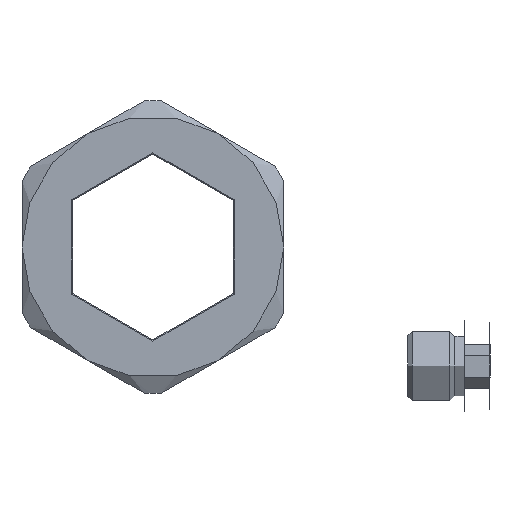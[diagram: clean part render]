
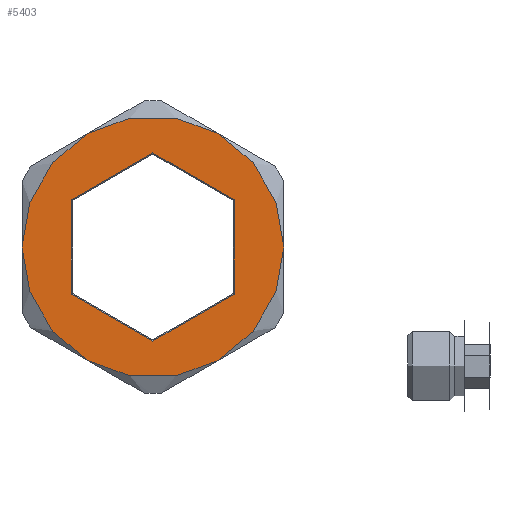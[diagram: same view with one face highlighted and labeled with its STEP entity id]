
A CAD part, front view. The second image highlights one B-rep face of the part: STEP entity #5403.
In plain terms, the highlighted planar face has unit normal (0, -1, 0).
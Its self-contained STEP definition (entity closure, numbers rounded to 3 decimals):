
#854 = FACE_OUTER_BOUND ( 'NONE', #3253, .T. ) ;
#884 = FACE_BOUND ( 'NONE', #3256, .T. ) ;
#1381 = DIRECTION ( 'NONE',  ( 0., 0., 1. ) ) ;
#1383 = DIRECTION ( 'NONE',  ( 0., 1., 0. ) ) ;
#1385 = PLANE ( 'NONE',  #4457 ) ;
#1388 = CARTESIAN_POINT ( 'NONE',  ( 0., 0., 0. ) ) ;
#1733 = CIRCLE ( 'NONE', #4664, 27.5 ) ;
#1734 = CIRCLE ( 'NONE', #4665, 27.5 ) ;
#1735 = CIRCLE ( 'NONE', #4666, 27.5 ) ;
#1739 = CIRCLE ( 'NONE', #4667, 27.5 ) ;
#1740 = CIRCLE ( 'NONE', #4669, 27.5 ) ;
#1742 = CIRCLE ( 'NONE', #4668, 27.5 ) ;
#1748 = CIRCLE ( 'NONE', #4670, 19.75 ) ;
#1823 = CIRCLE ( 'NONE', #4704, 19.75 ) ;
#1994 = DIRECTION ( 'NONE',  ( 1., 0., 0. ) ) ;
#1995 = DIRECTION ( 'NONE',  ( 0., -1., 0. ) ) ;
#1996 = CARTESIAN_POINT ( 'NONE',  ( 0., 0., 0. ) ) ;
#1998 = DIRECTION ( 'NONE',  ( 1., 0., 0. ) ) ;
#1999 = DIRECTION ( 'NONE',  ( 0., -1., 0. ) ) ;
#2000 = CARTESIAN_POINT ( 'NONE',  ( 0., 0., 0. ) ) ;
#2002 = DIRECTION ( 'NONE',  ( 1., 0., 0. ) ) ;
#2004 = DIRECTION ( 'NONE',  ( 0., -1., 0. ) ) ;
#2005 = CARTESIAN_POINT ( 'NONE',  ( 0., 0., 0. ) ) ;
#2007 = DIRECTION ( 'NONE',  ( 1., 0., 0. ) ) ;
#2008 = DIRECTION ( 'NONE',  ( 0., -1., 0. ) ) ;
#2009 = CARTESIAN_POINT ( 'NONE',  ( 0., 0., 0. ) ) ;
#2011 = DIRECTION ( 'NONE',  ( 1., 0., 0. ) ) ;
#2012 = DIRECTION ( 'NONE',  ( 0., -1., 0. ) ) ;
#2014 = CARTESIAN_POINT ( 'NONE',  ( 0., 0., 0. ) ) ;
#2016 = DIRECTION ( 'NONE',  ( 1., 0., 0. ) ) ;
#2017 = DIRECTION ( 'NONE',  ( 0., -1., 0. ) ) ;
#2018 = CARTESIAN_POINT ( 'NONE',  ( 0., 0., 0. ) ) ;
#2022 = DIRECTION ( 'NONE',  ( 0., 0., 1. ) ) ;
#2023 = DIRECTION ( 'NONE',  ( 0., 1., 0. ) ) ;
#2025 = CARTESIAN_POINT ( 'NONE',  ( 0., 0., 0. ) ) ;
#2049 = CARTESIAN_POINT ( 'NONE',  ( 13.75, 0., 23.816 ) ) ;
#2101 = CARTESIAN_POINT ( 'NONE',  ( -13.75, 0., 23.816 ) ) ;
#2446 = CARTESIAN_POINT ( 'NONE',  ( -27.5, 0., 0. ) ) ;
#2456 = DIRECTION ( 'NONE',  ( 0., 0., 1. ) ) ;
#2457 = DIRECTION ( 'NONE',  ( 0., 1., 0. ) ) ;
#2458 = CARTESIAN_POINT ( 'NONE',  ( 0., 0., 0. ) ) ;
#2511 = CARTESIAN_POINT ( 'NONE',  ( 0., 0., 19.75 ) ) ;
#2622 = CARTESIAN_POINT ( 'NONE',  ( -13.75, 0., -23.816 ) ) ;
#2626 = CARTESIAN_POINT ( 'NONE',  ( 0., 0., -19.75 ) ) ;
#2632 = CARTESIAN_POINT ( 'NONE',  ( 13.75, 0., -23.816 ) ) ;
#2668 = CARTESIAN_POINT ( 'NONE',  ( 27.5, 0., 0. ) ) ;
#3253 = EDGE_LOOP ( 'NONE', ( #3706, #3725, #3722, #3702, #3727, #3726 ) ) ;
#3256 = EDGE_LOOP ( 'NONE', ( #3707, #3705 ) ) ;
#3417 = VERTEX_POINT ( 'NONE', #2622 ) ;
#3452 = VERTEX_POINT ( 'NONE', #2511 ) ;
#3469 = VERTEX_POINT ( 'NONE', #2446 ) ;
#3527 = VERTEX_POINT ( 'NONE', #2101 ) ;
#3541 = VERTEX_POINT ( 'NONE', #2049 ) ;
#3605 = VERTEX_POINT ( 'NONE', #2668 ) ;
#3640 = VERTEX_POINT ( 'NONE', #2632 ) ;
#3645 = VERTEX_POINT ( 'NONE', #2626 ) ;
#3702 = ORIENTED_EDGE ( 'NONE', *, *, #4809, .T. ) ;
#3705 = ORIENTED_EDGE ( 'NONE', *, *, #4804, .T. ) ;
#3706 = ORIENTED_EDGE ( 'NONE', *, *, #4805, .T. ) ;
#3707 = ORIENTED_EDGE ( 'NONE', *, *, #4721, .T. ) ;
#3722 = ORIENTED_EDGE ( 'NONE', *, *, #4808, .T. ) ;
#3725 = ORIENTED_EDGE ( 'NONE', *, *, #4806, .T. ) ;
#3726 = ORIENTED_EDGE ( 'NONE', *, *, #4811, .T. ) ;
#3727 = ORIENTED_EDGE ( 'NONE', *, *, #4810, .T. ) ;
#4457 = AXIS2_PLACEMENT_3D ( 'NONE', #1388, #1383, #1381 ) ;
#4664 = AXIS2_PLACEMENT_3D ( 'NONE', #1996, #1995, #1994 ) ;
#4665 = AXIS2_PLACEMENT_3D ( 'NONE', #2000, #1999, #1998 ) ;
#4666 = AXIS2_PLACEMENT_3D ( 'NONE', #2005, #2004, #2002 ) ;
#4667 = AXIS2_PLACEMENT_3D ( 'NONE', #2009, #2008, #2007 ) ;
#4668 = AXIS2_PLACEMENT_3D ( 'NONE', #2014, #2012, #2011 ) ;
#4669 = AXIS2_PLACEMENT_3D ( 'NONE', #2018, #2017, #2016 ) ;
#4670 = AXIS2_PLACEMENT_3D ( 'NONE', #2025, #2023, #2022 ) ;
#4704 = AXIS2_PLACEMENT_3D ( 'NONE', #2458, #2457, #2456 ) ;
#4721 = EDGE_CURVE ( 'NONE', #3645, #3452, #1823, .T. ) ;
#4804 = EDGE_CURVE ( 'NONE', #3452, #3645, #1748, .T. ) ;
#4805 = EDGE_CURVE ( 'NONE', #3605, #3541, #1740, .T. ) ;
#4806 = EDGE_CURVE ( 'NONE', #3541, #3527, #1742, .T. ) ;
#4808 = EDGE_CURVE ( 'NONE', #3527, #3469, #1739, .T. ) ;
#4809 = EDGE_CURVE ( 'NONE', #3469, #3417, #1735, .T. ) ;
#4810 = EDGE_CURVE ( 'NONE', #3417, #3640, #1734, .T. ) ;
#4811 = EDGE_CURVE ( 'NONE', #3640, #3605, #1733, .T. ) ;
#5403 = ADVANCED_FACE ( 'NONE', ( #884, #854 ), #1385, .F. ) ;
